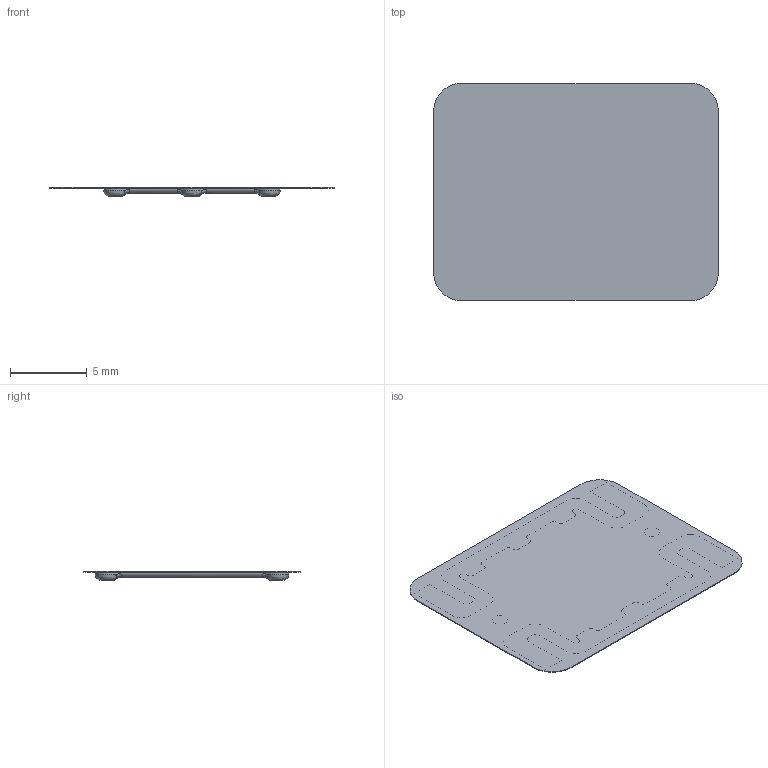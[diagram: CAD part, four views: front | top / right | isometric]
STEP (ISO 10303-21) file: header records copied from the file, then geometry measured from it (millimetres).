
FILE_DESCRIPTION (( 'STEP AP214' ), '1' );
FILE_NAME ('FFAA141921211L.STEP', '2022-09-20T17:14:47', ( '' ), ( '' ), 'SwSTEP 2.0', 'SolidWorks 2021', '' );
FILE_SCHEMA (( 'AUTOMOTIVE_DESIGN' ));
Length unit declared in the file: millimetre
Products named in the file (8): P1_2_1_.stp; 200-00006_REV02_OP4_SINGLE-6524.stp; ACTUATOR.stp; 200-00006_REV02_OP4_SINGL-15815.stp; P1_1_1_1_.stp; FFAA141921211L; WIP00009418_00__ASM.stp; 200-00006_REV02_OP4_SINGL-38336.stp
Assembly tree (7 placements, depth 3):
  FFAA141921211L
    WIP00009418_00__ASM.stp
      P1_2_1_.stp
      P1_1_1_1_.stp
      200-00006_REV02_OP4_SINGL-38336.stp
      200-00006_REV02_OP4_SINGLE-6524.stp
      200-00006_REV02_OP4_SINGL-15815.stp
    ACTUATOR.stp
Bounding box: 18.5 x 14.1 x 0.6 mm (x, y, z)
Volume: 14.3 mm3; surface area: 945.4 mm2
Topology: 5 solids, 16 shells, 214 faces, 597 edges, 397 vertices
Faces by surface type: plane 90, cylinder 78, bspline 46
Entity records: 9569 total; most frequent: CARTESIAN_POINT 4067, ORIENTED_EDGE 1134, DIRECTION 998, EDGE_CURVE 591, VERTEX_POINT 397, AXIS2_PLACEMENT_3D 379, LINE 240, VECTOR 240
